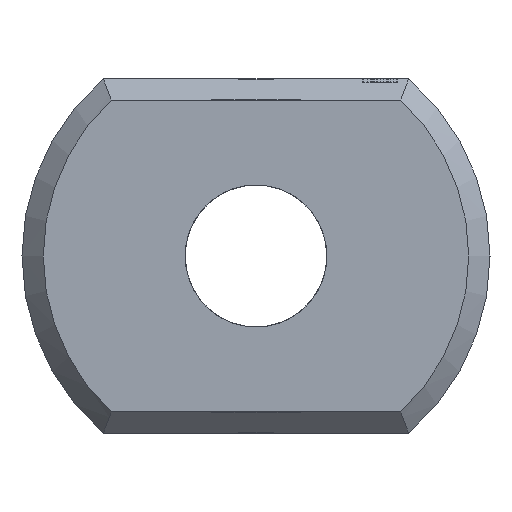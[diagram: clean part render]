
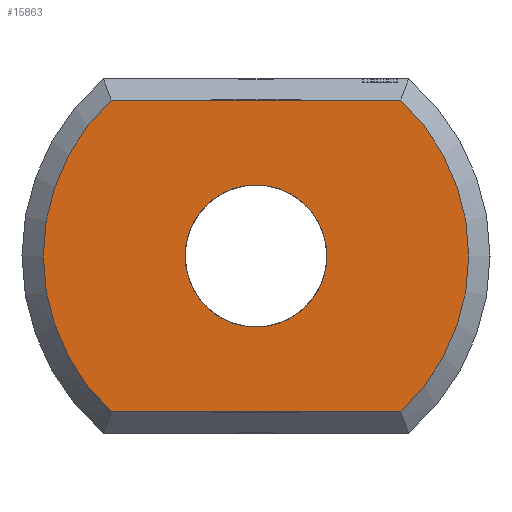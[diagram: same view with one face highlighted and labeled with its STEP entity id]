
A CAD part, left-side view. The second image highlights one B-rep face of the part: STEP entity #15863.
In plain terms, the highlighted planar face has unit normal (-1, 0, 0).
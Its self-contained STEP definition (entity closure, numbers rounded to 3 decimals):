
#3921 = VERTEX_POINT('',#3922);
#3922 = CARTESIAN_POINT('',(0.,-2.04,2.2));
#3931 = VERTEX_POINT('',#3932);
#3932 = CARTESIAN_POINT('',(0.,-2.04,-2.2));
#3939 = EDGE_CURVE('',#3921,#3931,#3940,.T.);
#3940 = CIRCLE('',#3941,3.);
#3941 = AXIS2_PLACEMENT_3D('',#3942,#3943,#3944);
#3942 = CARTESIAN_POINT('',(0.,0.,0.));
#3943 = DIRECTION('',(1.,0.,0.));
#3944 = DIRECTION('',(0.,-0.653,0.758)
  );
#4744 = VERTEX_POINT('',#4745);
#4745 = CARTESIAN_POINT('',(0.,2.04,2.2));
#4752 = EDGE_CURVE('',#3921,#4744,#4753,.T.);
#4753 = LINE('',#4754,#4755);
#4754 = CARTESIAN_POINT('',(0.,-2.154,2.2));
#4755 = VECTOR('',#4756,1.);
#4756 = DIRECTION('',(0.,1.,0.));
#15863 = ADVANCED_FACE('',(#15864,#15883),#15894,.F.);
#15864 = FACE_BOUND('',#15865,.F.);
#15865 = EDGE_LOOP('',(#15866,#15875,#15876,#15877));
#15866 = ORIENTED_EDGE('',*,*,#15867,.T.);
#15867 = EDGE_CURVE('',#15868,#4744,#15870,.T.);
#15868 = VERTEX_POINT('',#15869);
#15869 = CARTESIAN_POINT('',(0.,2.04,-2.2));
#15870 = CIRCLE('',#15871,3.);
#15871 = AXIS2_PLACEMENT_3D('',#15872,#15873,#15874);
#15872 = CARTESIAN_POINT('',(0.,0.,0.));
#15873 = DIRECTION('',(1.,0.,0.));
#15874 = DIRECTION('',(0.,0.653,-0.758)
  );
#15875 = ORIENTED_EDGE('',*,*,#4752,.F.);
#15876 = ORIENTED_EDGE('',*,*,#3939,.T.);
#15877 = ORIENTED_EDGE('',*,*,#15878,.T.);
#15878 = EDGE_CURVE('',#3931,#15868,#15879,.T.);
#15879 = LINE('',#15880,#15881);
#15880 = CARTESIAN_POINT('',(0.,-2.154,-2.2));
#15881 = VECTOR('',#15882,1.);
#15882 = DIRECTION('',(0.,1.,0.));
#15883 = FACE_BOUND('',#15884,.T.);
#15884 = EDGE_LOOP('',(#15885));
#15885 = ORIENTED_EDGE('',*,*,#15886,.T.);
#15886 = EDGE_CURVE('',#15887,#15887,#15889,.T.);
#15887 = VERTEX_POINT('',#15888);
#15888 = CARTESIAN_POINT('',(0.,1.,0.)
  );
#15889 = CIRCLE('',#15890,1.);
#15890 = AXIS2_PLACEMENT_3D('',#15891,#15892,#15893);
#15891 = CARTESIAN_POINT('',(0.,0.,0.));
#15892 = DIRECTION('',(1.,0.,0.));
#15893 = DIRECTION('',(0.,1.,0.));
#15894 = PLANE('',#15895);
#15895 = AXIS2_PLACEMENT_3D('',#15896,#15897,#15898);
#15896 = CARTESIAN_POINT('',(0.,0.,0.));
#15897 = DIRECTION('',(1.,0.,0.));
#15898 = DIRECTION('',(0.,0.,1.));
